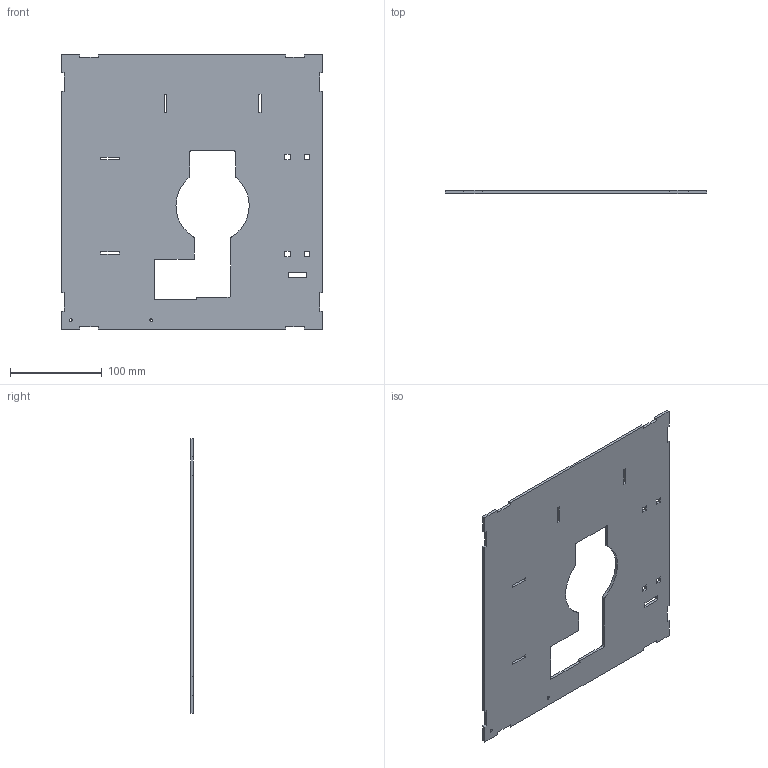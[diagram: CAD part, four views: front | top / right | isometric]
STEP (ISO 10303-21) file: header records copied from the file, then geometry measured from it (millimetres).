
FILE_DESCRIPTION(/* description */ (''),/* implementation_level */ '2;1');
FILE_NAME(/* name */ 'основание фанера.stp',/* time_stamp */ '2025-02-10T20:56:16+03:00',/* author */ ('s3dok'),/* organization */ (''),/* preprocessor_version */ 'ST-DEVELOPER v18.1',/* originating_system */ 'Autodesk Inventor 2022',/* authorisation */ '');
FILE_SCHEMA (('AUTOMOTIVE_DESIGN { 1 0 10303 214 3 1 1 }'));
Length unit declared in the file: millimetre
Products named in the file (1): основание фанера
Bounding box: 285 x 3 x 300 mm (x, y, z)
Volume: 221895.1 mm3; surface area: 154201 mm2
Topology: 1 solids, 1 shells, 95 faces, 279 edges, 186 vertices
Faces by surface type: plane 84, cylinder 11
Full cylindrical faces by diameter (mm): 3 x2
Entity records: 3204 total; most frequent: CARTESIAN_POINT 561, ORIENTED_EDGE 558, DIRECTION 493, EDGE_CURVE 279, LINE 257, VECTOR 257, VERTEX_POINT 186, EDGE_LOOP 119
